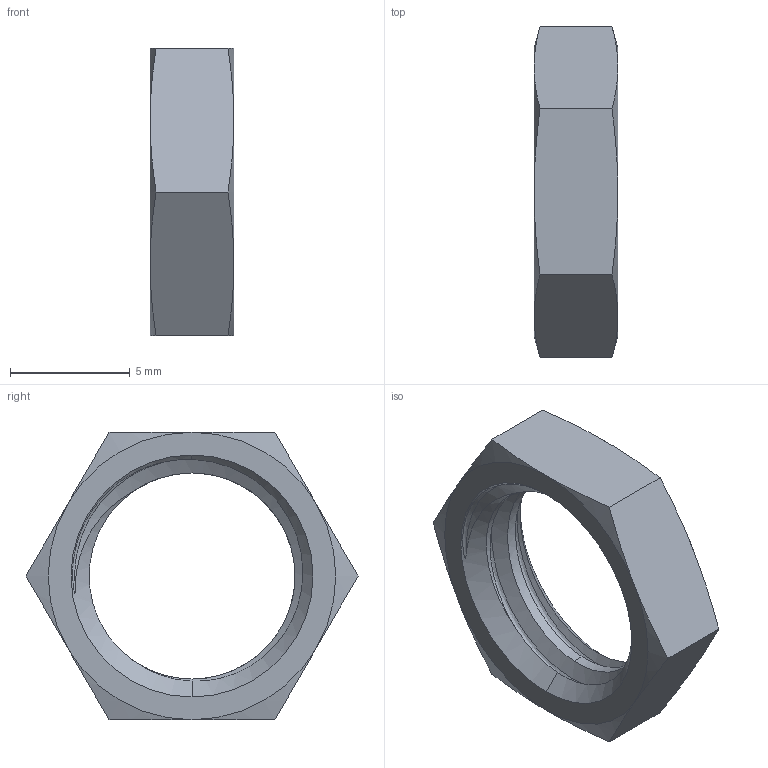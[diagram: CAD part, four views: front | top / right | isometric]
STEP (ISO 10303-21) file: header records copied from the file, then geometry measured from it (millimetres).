
FILE_DESCRIPTION (( 'STEP AP203' ), '1' );
FILE_NAME ('D4310005indC.STEP', '2022-09-06T13:35:50', ( '' ), ( '' ), 'SwSTEP 2.0', 'SolidWorks 2022', '' );
FILE_SCHEMA (( 'CONFIG_CONTROL_DESIGN' ));
Length unit declared in the file: millimetre
Products named in the file (1): D4310005indC
Bounding box: 3.5 x 13.86 x 12 mm (x, y, z)
Volume: 193.8 mm3; surface area: 382.3 mm2
Topology: 1 solids, 1 shells, 32 faces, 77 edges, 47 vertices
Faces by surface type: cone 17, plane 8, cylinder 4, bspline 3
Entity records: 2222 total; most frequent: CARTESIAN_POINT 1491, ORIENTED_EDGE 154, DIRECTION 112, EDGE_CURVE 77, AXIS2_PLACEMENT_3D 49, VERTEX_POINT 47, B_SPLINE_CURVE_WITH_KNOTS 35, EDGE_LOOP 34
